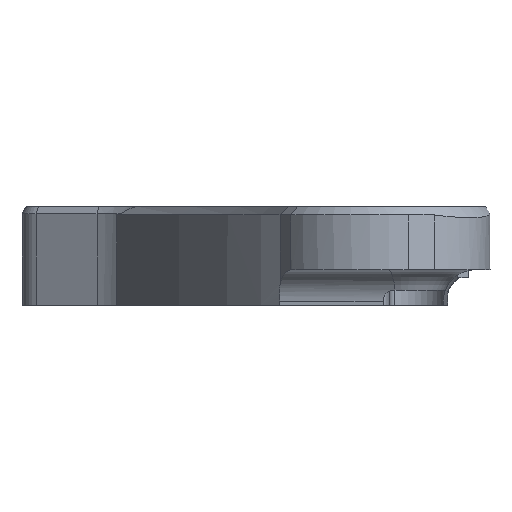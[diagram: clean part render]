
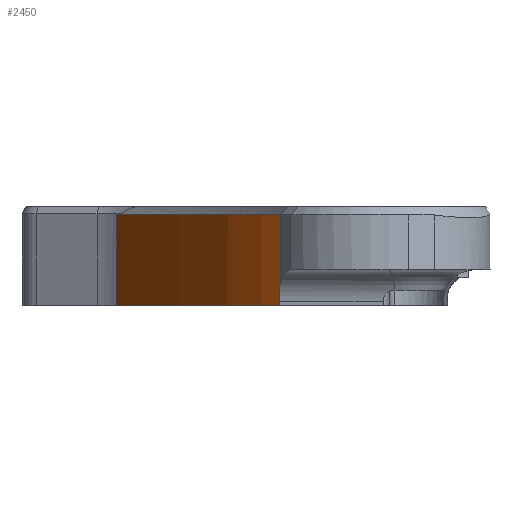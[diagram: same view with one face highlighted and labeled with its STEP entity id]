
A CAD part, left-side view. The second image highlights one B-rep face of the part: STEP entity #2450.
In plain terms, the highlighted cylindrical face has radius 68.868 mm (diameter 137.735 mm), a partial arc.
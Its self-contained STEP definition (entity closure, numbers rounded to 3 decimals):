
#88=B_SPLINE_CURVE_WITH_KNOTS('',3,(#4234,#4235,#4236,#4237,#4238,#4239),
 .UNSPECIFIED.,.F.,.F.,(4,2,4),(0.478,0.536,0.564),
 .UNSPECIFIED.);
#225=FACE_OUTER_BOUND('',#378,.T.);
#378=EDGE_LOOP('',(#1888,#1889,#1890,#1891,#1892,#1893));
#556=LINE('',#4173,#741);
#558=LINE('',#4241,#743);
#559=LINE('',#4244,#744);
#741=VECTOR('',#3178,10.);
#743=VECTOR('',#3196,10.);
#744=VECTOR('',#3199,10.);
#919=CIRCLE('',#2694,68.868);
#920=CIRCLE('',#2696,68.868);
#1121=VERTEX_POINT('',#4166);
#1124=VERTEX_POINT('',#4171);
#1131=VERTEX_POINT('',#4226);
#1132=VERTEX_POINT('',#4233);
#1133=VERTEX_POINT('',#4240);
#1134=VERTEX_POINT('',#4242);
#1403=EDGE_CURVE('',#1121,#1124,#556,.T.);
#1415=EDGE_CURVE('',#1131,#1124,#919,.T.);
#1416=EDGE_CURVE('',#1132,#1121,#88,.T.);
#1417=EDGE_CURVE('',#1133,#1131,#558,.T.);
#1418=EDGE_CURVE('',#1133,#1134,#920,.T.);
#1419=EDGE_CURVE('',#1134,#1132,#559,.T.);
#1888=ORIENTED_EDGE('',*,*,#1416,.T.);
#1889=ORIENTED_EDGE('',*,*,#1403,.T.);
#1890=ORIENTED_EDGE('',*,*,#1415,.F.);
#1891=ORIENTED_EDGE('',*,*,#1417,.F.);
#1892=ORIENTED_EDGE('',*,*,#1418,.T.);
#1893=ORIENTED_EDGE('',*,*,#1419,.T.);
#2367=CYLINDRICAL_SURFACE('',#2695,68.868);
#2450=ADVANCED_FACE('',(#225),#2367,.F.);
#2694=AXIS2_PLACEMENT_3D('',#4231,#3192,#3193);
#2695=AXIS2_PLACEMENT_3D('',#4232,#3194,#3195);
#2696=AXIS2_PLACEMENT_3D('',#4243,#3197,#3198);
#3178=DIRECTION('',(0.,0.,1.));
#3192=DIRECTION('center_axis',(0.,0.,-1.));
#3193=DIRECTION('ref_axis',(0.076,-0.997,0.));
#3194=DIRECTION('center_axis',(0.,0.,1.));
#3195=DIRECTION('ref_axis',(-0.076,0.997,0.));
#3196=DIRECTION('',(0.,0.,1.));
#3197=DIRECTION('center_axis',(0.,0.,-1.));
#3198=DIRECTION('ref_axis',(-0.076,0.997,0.));
#3199=DIRECTION('',(0.,0.,1.));
#4166=CARTESIAN_POINT('',(-0.681,6.147,1.041));
#4171=CARTESIAN_POINT('',(-0.681,6.147,4.45));
#4173=CARTESIAN_POINT('',(-0.681,6.147,0.));
#4226=CARTESIAN_POINT('',(26.736,14.181,4.45));
#4231=CARTESIAN_POINT('Origin',(-5.918,74.815,4.45));
#4232=CARTESIAN_POINT('Origin',(-5.918,74.815,0.));
#4233=CARTESIAN_POINT('',(-0.42,6.167,0.2));
#4234=CARTESIAN_POINT('Ctrl Pts',(-0.42,6.167,0.2));
#4235=CARTESIAN_POINT('Ctrl Pts',(-0.42,6.167,0.394));
#4236=CARTESIAN_POINT('Ctrl Pts',(-0.461,6.164,0.601));
#4237=CARTESIAN_POINT('Ctrl Pts',(-0.581,6.155,0.878));
#4238=CARTESIAN_POINT('Ctrl Pts',(-0.628,6.151,0.962));
#4239=CARTESIAN_POINT('Ctrl Pts',(-0.681,6.147,1.041));
#4240=CARTESIAN_POINT('',(26.736,14.181,0.));
#4241=CARTESIAN_POINT('',(26.736,14.181,0.));
#4242=CARTESIAN_POINT('',(-0.42,6.167,0.));
#4243=CARTESIAN_POINT('Origin',(-5.918,74.815,0.));
#4244=CARTESIAN_POINT('',(-0.42,6.167,0.));
